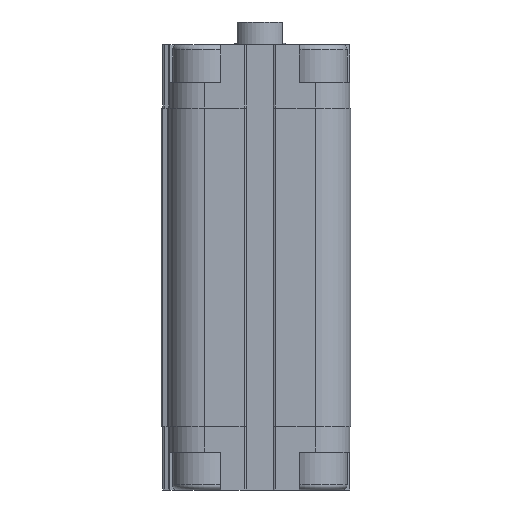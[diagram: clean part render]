
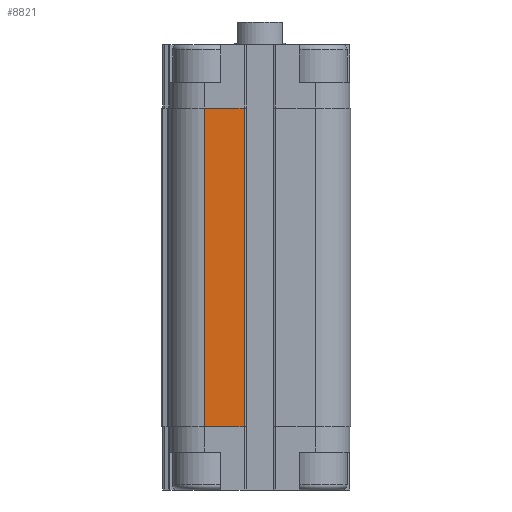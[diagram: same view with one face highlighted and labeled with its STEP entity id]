
A CAD part, left-side view. The second image highlights one B-rep face of the part: STEP entity #8821.
In plain terms, the highlighted face is planar.
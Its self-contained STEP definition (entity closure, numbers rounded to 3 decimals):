
#361=LINE('',#13913,#1167);
#362=LINE('',#13915,#1168);
#363=LINE('',#13917,#1169);
#364=LINE('',#13919,#1170);
#1167=VECTOR('',#10913,1000.);
#1168=VECTOR('',#10916,1000.);
#1169=VECTOR('',#10917,1000.);
#1170=VECTOR('',#10918,1000.);
#1733=PLANE('',#9507);
#3116=ORIENTED_EDGE('',*,*,#5480,.F.);
#3117=ORIENTED_EDGE('',*,*,#5479,.F.);
#3118=ORIENTED_EDGE('',*,*,#5481,.T.);
#3119=ORIENTED_EDGE('',*,*,#5482,.T.);
#5479=EDGE_CURVE('',#6660,#6659,#361,.T.);
#5480=EDGE_CURVE('',#6659,#6661,#362,.T.);
#5481=EDGE_CURVE('',#6660,#6662,#363,.T.);
#5482=EDGE_CURVE('',#6662,#6661,#364,.T.);
#6659=VERTEX_POINT('',#13910);
#6660=VERTEX_POINT('',#13912);
#6661=VERTEX_POINT('',#13916);
#6662=VERTEX_POINT('',#13918);
#7544=EDGE_LOOP('',(#3116,#3117,#3118,#3119));
#8176=FACE_BOUND('',#7544,.T.);
#8821=ADVANCED_FACE('',(#8176),#1733,.T.);
#9507=AXIS2_PLACEMENT_3D('',#13914,#10914,#10915);
#10913=DIRECTION('',(0.,0.,1.));
#10914=DIRECTION('',(1.,0.,0.));
#10915=DIRECTION('',(0.,0.,-1.));
#10916=DIRECTION('',(0.,1.,0.));
#10917=DIRECTION('',(0.,1.,0.));
#10918=DIRECTION('',(0.,0.,1.));
#13910=CARTESIAN_POINT('',(18.,-11.,-12.5));
#13912=CARTESIAN_POINT('',(18.,-11.,-75.5));
#13913=CARTESIAN_POINT('',(18.,-11.,-75.5));
#13914=CARTESIAN_POINT('',(18.,-11.,-75.5));
#13915=CARTESIAN_POINT('',(18.,-11.,-12.5));
#13916=CARTESIAN_POINT('',(18.,-3.1,-12.5));
#13917=CARTESIAN_POINT('',(18.,-11.,-75.5));
#13918=CARTESIAN_POINT('',(18.,-3.1,-75.5));
#13919=CARTESIAN_POINT('',(18.,-3.1,-75.5));
